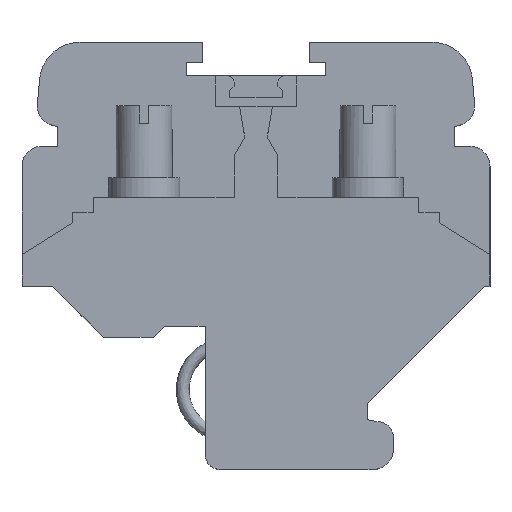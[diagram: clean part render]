
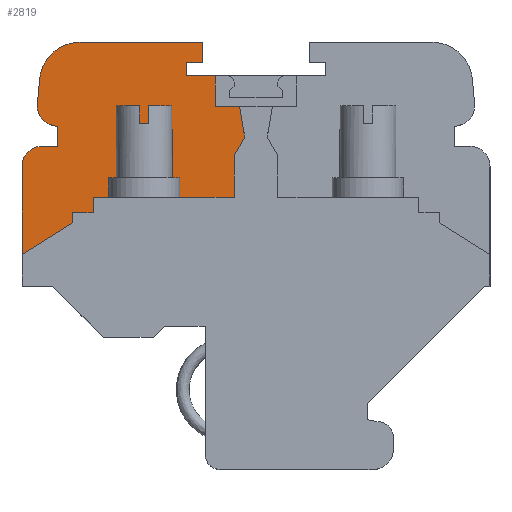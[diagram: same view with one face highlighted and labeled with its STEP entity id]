
A CAD part, top view. The second image highlights one B-rep face of the part: STEP entity #2819.
In plain terms, the highlighted planar face has unit normal (0, 0, 1).
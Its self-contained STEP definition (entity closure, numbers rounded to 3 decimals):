
#58=LINE('',#3685,#288);
#60=LINE('',#3689,#290);
#61=LINE('',#3691,#291);
#62=LINE('',#3693,#292);
#63=LINE('',#3695,#293);
#64=LINE('',#3697,#294);
#65=LINE('',#3699,#295);
#66=LINE('',#3701,#296);
#67=LINE('',#3703,#297);
#68=LINE('',#3705,#298);
#69=LINE('',#3707,#299);
#70=LINE('',#3711,#300);
#71=LINE('',#3715,#301);
#72=LINE('',#3717,#302);
#73=LINE('',#3719,#303);
#74=LINE('',#3723,#304);
#75=LINE('',#3725,#305);
#76=LINE('',#3727,#306);
#77=LINE('',#3729,#307);
#78=LINE('',#3731,#308);
#288=VECTOR('',#3116,1000.);
#290=VECTOR('',#3120,1000.);
#291=VECTOR('',#3121,1000.);
#292=VECTOR('',#3122,1000.);
#293=VECTOR('',#3123,1000.);
#294=VECTOR('',#3124,1000.);
#295=VECTOR('',#3125,1000.);
#296=VECTOR('',#3126,1000.);
#297=VECTOR('',#3127,1000.);
#298=VECTOR('',#3128,1000.);
#299=VECTOR('',#3129,1000.);
#300=VECTOR('',#3132,1000.);
#301=VECTOR('',#3135,1000.);
#302=VECTOR('',#3136,1000.);
#303=VECTOR('',#3137,1000.);
#304=VECTOR('',#3140,1000.);
#305=VECTOR('',#3141,1000.);
#306=VECTOR('',#3142,1000.);
#307=VECTOR('',#3143,1000.);
#308=VECTOR('',#3144,1000.);
#521=ORIENTED_EDGE('',*,*,#1099,.T.);
#522=ORIENTED_EDGE('',*,*,#1101,.F.);
#523=ORIENTED_EDGE('',*,*,#1102,.F.);
#524=ORIENTED_EDGE('',*,*,#1103,.F.);
#525=ORIENTED_EDGE('',*,*,#1104,.F.);
#526=ORIENTED_EDGE('',*,*,#1105,.F.);
#527=ORIENTED_EDGE('',*,*,#1106,.F.);
#528=ORIENTED_EDGE('',*,*,#1107,.F.);
#529=ORIENTED_EDGE('',*,*,#1108,.F.);
#530=ORIENTED_EDGE('',*,*,#1109,.F.);
#531=ORIENTED_EDGE('',*,*,#1110,.F.);
#532=ORIENTED_EDGE('',*,*,#1111,.F.);
#533=ORIENTED_EDGE('',*,*,#1112,.F.);
#534=ORIENTED_EDGE('',*,*,#1113,.F.);
#535=ORIENTED_EDGE('',*,*,#1114,.F.);
#536=ORIENTED_EDGE('',*,*,#1115,.F.);
#537=ORIENTED_EDGE('',*,*,#1116,.F.);
#538=ORIENTED_EDGE('',*,*,#1117,.F.);
#539=ORIENTED_EDGE('',*,*,#1118,.F.);
#540=ORIENTED_EDGE('',*,*,#1119,.F.);
#541=ORIENTED_EDGE('',*,*,#1120,.F.);
#542=ORIENTED_EDGE('',*,*,#1121,.F.);
#543=ORIENTED_EDGE('',*,*,#1122,.F.);
#1099=EDGE_CURVE('',#1390,#1389,#58,.T.);
#1101=EDGE_CURVE('',#1391,#1389,#60,.T.);
#1102=EDGE_CURVE('',#1392,#1391,#61,.T.);
#1103=EDGE_CURVE('',#1393,#1392,#62,.T.);
#1104=EDGE_CURVE('',#1394,#1393,#63,.T.);
#1105=EDGE_CURVE('',#1395,#1394,#64,.T.);
#1106=EDGE_CURVE('',#1396,#1395,#65,.T.);
#1107=EDGE_CURVE('',#1397,#1396,#66,.T.);
#1108=EDGE_CURVE('',#1398,#1397,#67,.T.);
#1109=EDGE_CURVE('',#1399,#1398,#68,.T.);
#1110=EDGE_CURVE('',#1400,#1399,#69,.T.);
#1111=EDGE_CURVE('',#1401,#1400,#1587,.F.);
#1112=EDGE_CURVE('',#1402,#1401,#70,.T.);
#1113=EDGE_CURVE('',#1403,#1402,#1588,.F.);
#1114=EDGE_CURVE('',#1404,#1403,#71,.T.);
#1115=EDGE_CURVE('',#1405,#1404,#72,.T.);
#1116=EDGE_CURVE('',#1406,#1405,#73,.T.);
#1117=EDGE_CURVE('',#1407,#1406,#1589,.F.);
#1118=EDGE_CURVE('',#1408,#1407,#74,.T.);
#1119=EDGE_CURVE('',#1409,#1408,#75,.T.);
#1120=EDGE_CURVE('',#1410,#1409,#76,.T.);
#1121=EDGE_CURVE('',#1411,#1410,#77,.T.);
#1122=EDGE_CURVE('',#1390,#1411,#78,.T.);
#1389=VERTEX_POINT('',#3684);
#1390=VERTEX_POINT('',#3686);
#1391=VERTEX_POINT('',#3690);
#1392=VERTEX_POINT('',#3692);
#1393=VERTEX_POINT('',#3694);
#1394=VERTEX_POINT('',#3696);
#1395=VERTEX_POINT('',#3698);
#1396=VERTEX_POINT('',#3700);
#1397=VERTEX_POINT('',#3702);
#1398=VERTEX_POINT('',#3704);
#1399=VERTEX_POINT('',#3706);
#1400=VERTEX_POINT('',#3708);
#1401=VERTEX_POINT('',#3710);
#1402=VERTEX_POINT('',#3712);
#1403=VERTEX_POINT('',#3714);
#1404=VERTEX_POINT('',#3716);
#1405=VERTEX_POINT('',#3718);
#1406=VERTEX_POINT('',#3720);
#1407=VERTEX_POINT('',#3722);
#1408=VERTEX_POINT('',#3724);
#1409=VERTEX_POINT('',#3726);
#1410=VERTEX_POINT('',#3728);
#1411=VERTEX_POINT('',#3730);
#1587=CIRCLE('',#2943,4.001);
#1588=CIRCLE('',#2944,2.);
#1589=CIRCLE('',#2945,2.);
#1642=EDGE_LOOP('',(#521,#522,#523,#524,#525,#526,#527,#528,#529,#530,#531,
#532,#533,#534,#535,#536,#537,#538,#539,#540,#541,#542,#543));
#1782=FACE_BOUND('',#1642,.T.);
#1921=PLANE('',#2942);
#2819=ADVANCED_FACE('',(#1782),#1921,.T.);
#2942=AXIS2_PLACEMENT_3D('',#3688,#3118,#3119);
#2943=AXIS2_PLACEMENT_3D('',#3709,#3130,#3131);
#2944=AXIS2_PLACEMENT_3D('',#3713,#3133,#3134);
#2945=AXIS2_PLACEMENT_3D('',#3721,#3138,#3139);
#3116=DIRECTION('',(1.,0.,0.));
#3118=DIRECTION('',(0.,0.,1.));
#3119=DIRECTION('',(1.,0.,0.));
#3120=DIRECTION('',(0.,-1.,0.));
#3121=DIRECTION('',(-0.496,-0.868,0.));
#3122=DIRECTION('',(0.167,-0.986,0.));
#3123=DIRECTION('',(1.,0.,0.));
#3124=DIRECTION('',(0.,-1.,0.));
#3125=DIRECTION('',(1.,0.,0.));
#3126=DIRECTION('',(0.,-1.,0.));
#3127=DIRECTION('',(-1.,0.,0.));
#3128=DIRECTION('',(0.,-1.,0.));
#3129=DIRECTION('',(1.,0.,0.));
#3130=DIRECTION('',(0.,0.,1.));
#3131=DIRECTION('',(1.,0.,0.));
#3132=DIRECTION('',(0.087,0.996,0.));
#3133=DIRECTION('',(0.,0.,1.));
#3134=DIRECTION('',(1.,0.,0.));
#3135=DIRECTION('',(-0.966,0.259,0.));
#3136=DIRECTION('',(0.,1.,0.));
#3137=DIRECTION('',(1.,0.,0.));
#3138=DIRECTION('',(0.,0.,1.));
#3139=DIRECTION('',(1.,0.,0.));
#3140=DIRECTION('',(0.,1.,0.));
#3141=DIRECTION('',(-0.848,-0.53,0.));
#3142=DIRECTION('',(0.,-1.,0.));
#3143=DIRECTION('',(-1.,0.,0.));
#3144=DIRECTION('',(0.,-1.,0.));
#3684=CARTESIAN_POINT('',(-2.15,5.744,2.4));
#3685=CARTESIAN_POINT('',(5.656,5.744,2.4));
#3686=CARTESIAN_POINT('',(-16.,5.744,2.4));
#3688=CARTESIAN_POINT('',(5.656,2.944,2.4));
#3689=CARTESIAN_POINT('',(-2.15,9.851,2.4));
#3690=CARTESIAN_POINT('',(-2.15,9.851,2.4));
#3691=CARTESIAN_POINT('',(-1.108,11.674,2.4));
#3692=CARTESIAN_POINT('',(-1.108,11.674,2.4));
#3693=CARTESIAN_POINT('',(-1.522,14.109,2.4));
#3694=CARTESIAN_POINT('',(-1.621,14.696,2.4));
#3695=CARTESIAN_POINT('',(-4.001,14.696,2.4));
#3696=CARTESIAN_POINT('',(-4.001,14.696,2.4));
#3697=CARTESIAN_POINT('',(-4.001,17.696,2.4));
#3698=CARTESIAN_POINT('',(-4.001,17.696,2.4));
#3699=CARTESIAN_POINT('',(0.,17.696,2.4));
#3700=CARTESIAN_POINT('',(-6.851,17.696,2.4));
#3701=CARTESIAN_POINT('',(-6.851,17.696,2.4));
#3702=CARTESIAN_POINT('',(-6.851,18.996,2.4));
#3703=CARTESIAN_POINT('',(-6.851,18.996,2.4));
#3704=CARTESIAN_POINT('',(-5.251,18.996,2.4));
#3705=CARTESIAN_POINT('',(-5.251,18.996,2.4));
#3706=CARTESIAN_POINT('',(-5.251,21.001,2.4));
#3707=CARTESIAN_POINT('',(-5.251,21.001,2.4));
#3708=CARTESIAN_POINT('',(-17.291,21.001,2.4));
#3709=CARTESIAN_POINT('',(-17.291,17.,2.4));
#3710=CARTESIAN_POINT('',(-21.277,17.349,2.4));
#3711=CARTESIAN_POINT('',(-21.502,14.77,2.4));
#3712=CARTESIAN_POINT('',(-21.502,14.77,2.4));
#3713=CARTESIAN_POINT('',(-19.502,14.77,2.4));
#3714=CARTESIAN_POINT('',(-20.02,12.838,2.4));
#3715=CARTESIAN_POINT('',(-19.499,12.698,2.4));
#3716=CARTESIAN_POINT('',(-19.499,12.698,2.4));
#3717=CARTESIAN_POINT('',(-19.499,12.698,2.4));
#3718=CARTESIAN_POINT('',(-19.499,10.799,2.4));
#3719=CARTESIAN_POINT('',(-21.002,10.799,2.4));
#3720=CARTESIAN_POINT('',(-21.002,10.799,2.4));
#3721=CARTESIAN_POINT('',(-21.002,8.799,2.4));
#3722=CARTESIAN_POINT('',(-23.,8.697,2.4));
#3723=CARTESIAN_POINT('',(-23.,1.146,2.4));
#3724=CARTESIAN_POINT('',(-23.,0.146,2.4));
#3725=CARTESIAN_POINT('',(-18.046,3.244,2.4));
#3726=CARTESIAN_POINT('',(-18.046,3.244,2.4));
#3727=CARTESIAN_POINT('',(-18.046,4.244,2.4));
#3728=CARTESIAN_POINT('',(-18.046,4.244,2.4));
#3729=CARTESIAN_POINT('',(-18.046,4.244,2.4));
#3730=CARTESIAN_POINT('',(-16.,4.244,2.4));
#3731=CARTESIAN_POINT('',(-16.,2.944,2.4));
